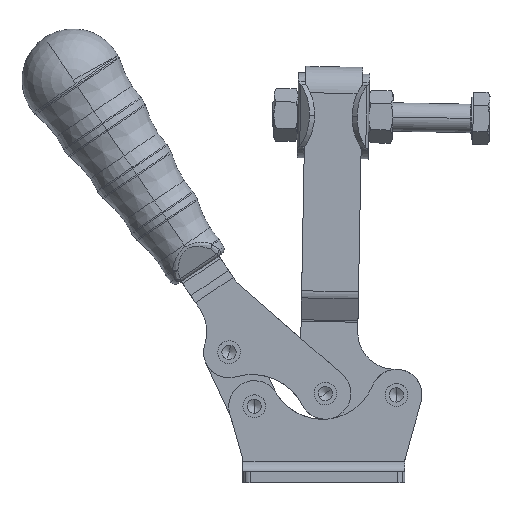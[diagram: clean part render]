
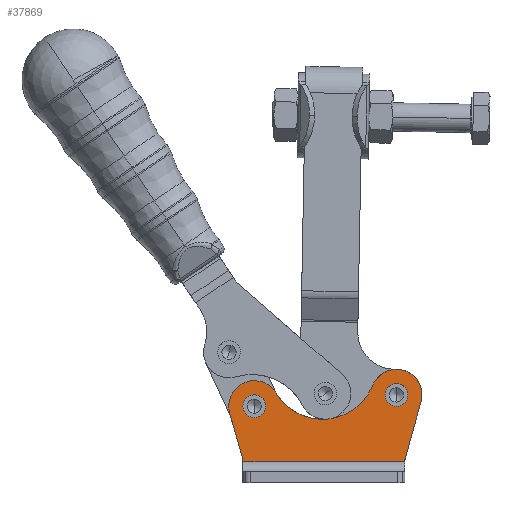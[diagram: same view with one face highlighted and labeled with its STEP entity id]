
A CAD part, front view. The second image highlights one B-rep face of the part: STEP entity #37869.
In plain terms, the highlighted planar face has unit normal (0, -1, 0).
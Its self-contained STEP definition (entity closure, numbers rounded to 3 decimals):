
#419=CARTESIAN_POINT('',(49.861,16.454,-26.226));
#420=VERTEX_POINT('',#419);
#436=CARTESIAN_POINT('',(49.93,16.454,-25.893));
#437=VERTEX_POINT('',#436);
#444=CARTESIAN_POINT('',(52.338,16.454,-26.565));
#445=DIRECTION('',(0.,-1.,0.));
#446=DIRECTION('',(-0.991,0.,0.136));
#447=AXIS2_PLACEMENT_3D('',#444,#445,#446);
#448=CIRCLE('',#447,2.5);
#449=EDGE_CURVE('',#437,#420,#448,.T.);
#461=CARTESIAN_POINT('',(-7.186,16.454,-26.226));
#462=VERTEX_POINT('',#461);
#478=CARTESIAN_POINT('',(-7.162,16.454,-26.573));
#479=VERTEX_POINT('',#478);
#486=CARTESIAN_POINT('',(-9.662,16.454,-26.573));
#487=DIRECTION('',(0.,-1.0,0.));
#488=DIRECTION('',(0.99,0.,0.139));
#489=AXIS2_PLACEMENT_3D('',#486,#487,#488);
#490=CIRCLE('',#489,2.5);
#491=EDGE_CURVE('',#479,#462,#490,.T.);
#6248=CARTESIAN_POINT('',(50.838,16.454,-3.473));
#6249=VERTEX_POINT('',#6248);
#6258=CARTESIAN_POINT('',(50.826,16.454,-3.154));
#6259=VERTEX_POINT('',#6258);
#6260=CARTESIAN_POINT('',(46.838,16.454,-3.473));
#6261=DIRECTION('',(0.,1.,0.));
#6262=DIRECTION('',(0.997,0.,0.08));
#6263=AXIS2_PLACEMENT_3D('',#6260,#6261,#6262);
#6264=CIRCLE('',#6263,4.0);
#6265=EDGE_CURVE('',#6259,#6249,#6264,.T.);
#6267=CARTESIAN_POINT('',(42.838,16.454,-3.473));
#6268=VERTEX_POINT('',#6267);
#6269=CARTESIAN_POINT('',(46.838,16.454,-3.473));
#6270=DIRECTION('',(0.,1.,0.));
#6271=DIRECTION('',(0.997,0.,0.08));
#6272=AXIS2_PLACEMENT_3D('',#6269,#6270,#6271);
#6273=CIRCLE('',#6272,4.0);
#6274=EDGE_CURVE('',#6268,#6259,#6273,.T.);
#6557=CARTESIAN_POINT('',(0.838,16.454,-7.473));
#6558=VERTEX_POINT('',#6557);
#6567=CARTESIAN_POINT('',(0.826,16.454,-7.154));
#6568=VERTEX_POINT('',#6567);
#6569=CARTESIAN_POINT('',(-3.162,16.454,-7.473));
#6570=DIRECTION('',(0.,1.,0.));
#6571=DIRECTION('',(0.997,0.,0.08));
#6572=AXIS2_PLACEMENT_3D('',#6569,#6570,#6571);
#6573=CIRCLE('',#6572,4.0);
#6574=EDGE_CURVE('',#6568,#6558,#6573,.T.);
#6576=CARTESIAN_POINT('',(-7.162,16.454,-7.473));
#6577=VERTEX_POINT('',#6576);
#6578=CARTESIAN_POINT('',(-3.162,16.454,-7.473));
#6579=DIRECTION('',(0.,1.,0.));
#6580=DIRECTION('',(0.997,0.,0.08));
#6581=AXIS2_PLACEMENT_3D('',#6578,#6579,#6580);
#6582=CIRCLE('',#6581,4.0);
#6583=EDGE_CURVE('',#6577,#6568,#6582,.T.);
#7563=CARTESIAN_POINT('',(-3.162,16.454,-7.473));
#7564=DIRECTION('',(0.,1.,0.));
#7565=DIRECTION('',(0.997,0.,0.08));
#7566=AXIS2_PLACEMENT_3D('',#7563,#7564,#7565);
#7567=CIRCLE('',#7566,4.0);
#7568=EDGE_CURVE('',#6558,#6577,#7567,.T.);
#7769=CARTESIAN_POINT('',(46.838,16.454,-3.473));
#7770=DIRECTION('',(0.,1.,0.));
#7771=DIRECTION('',(0.997,0.,0.08));
#7772=AXIS2_PLACEMENT_3D('',#7769,#7770,#7771);
#7773=CIRCLE('',#7772,4.0);
#7774=EDGE_CURVE('',#6249,#6268,#7773,.T.);
#35438=CARTESIAN_POINT('',(22.74,16.454,-11.968));
#35439=VERTEX_POINT('',#35438);
#35929=CARTESIAN_POINT('',(4.555,16.454,-2.841));
#35930=VERTEX_POINT('',#35929);
#35937=CARTESIAN_POINT('',(20.845,16.454,6.938));
#35938=DIRECTION('',(0.,-1.,0.));
#35939=DIRECTION('',(-0.857,0.,-0.515));
#35940=AXIS2_PLACEMENT_3D('',#35937,#35938,#35939);
#35941=CIRCLE('',#35940,19.);
#35942=EDGE_CURVE('',#35930,#35439,#35941,.T.);
#37205=CARTESIAN_POINT('',(-7.162,16.454,-26.973));
#37206=VERTEX_POINT('',#37205);
#37224=CARTESIAN_POINT('',(49.838,16.454,-26.973));
#37225=VERTEX_POINT('',#37224);
#37233=CARTESIAN_POINT('',(-7.162,16.454,-26.973));
#37234=DIRECTION('',(1.0,0.0,0.0));
#37235=VECTOR('',#37234,57.);
#37236=LINE('',#37233,#37235);
#37237=EDGE_CURVE('',#37206,#37225,#37236,.T.);
#37640=CARTESIAN_POINT('',(49.838,16.454,-26.565));
#37641=VERTEX_POINT('',#37640);
#37648=CARTESIAN_POINT('',(49.838,16.454,-26.565));
#37649=DIRECTION('',(0.0,0.0,-1.0));
#37650=VECTOR('',#37649,0.408);
#37651=LINE('',#37648,#37650);
#37652=EDGE_CURVE('',#37641,#37225,#37651,.T.);
#37671=CARTESIAN_POINT('',(38.483,16.454,-0.127));
#37672=VERTEX_POINT('',#37671);
#37679=CARTESIAN_POINT('',(55.508,16.454,-5.89));
#37680=VERTEX_POINT('',#37679);
#37681=CARTESIAN_POINT('',(46.838,16.454,-3.473));
#37682=DIRECTION('',(0.,1.,0.));
#37683=DIRECTION('',(-0.963,0.,0.269));
#37684=AXIS2_PLACEMENT_3D('',#37681,#37682,#37683);
#37685=CIRCLE('',#37684,9.);
#37686=EDGE_CURVE('',#37672,#37680,#37685,.T.);
#37703=CARTESIAN_POINT('',(20.845,16.454,6.938));
#37704=DIRECTION('',(0.,-1.,0.));
#37705=DIRECTION('',(-0.857,0.,-0.515));
#37706=AXIS2_PLACEMENT_3D('',#37703,#37704,#37705);
#37707=CIRCLE('',#37706,19.);
#37708=EDGE_CURVE('',#35439,#37672,#37707,.T.);
#37720=CARTESIAN_POINT('',(-11.815,16.454,-9.947));
#37721=VERTEX_POINT('',#37720);
#37722=CARTESIAN_POINT('',(-3.162,16.454,-7.473));
#37723=DIRECTION('',(0.,1.,0.));
#37724=DIRECTION('',(-0.857,0.,-0.515));
#37725=AXIS2_PLACEMENT_3D('',#37722,#37723,#37724);
#37726=CIRCLE('',#37725,9.);
#37727=EDGE_CURVE('',#37721,#35930,#37726,.T.);
#37745=CARTESIAN_POINT('',(-7.258,16.454,-25.886));
#37746=VERTEX_POINT('',#37745);
#37753=CARTESIAN_POINT('',(-7.258,16.454,-25.886));
#37754=DIRECTION('',(-0.275,0.0,0.961));
#37755=VECTOR('',#37754,16.578);
#37756=LINE('',#37753,#37755);
#37757=EDGE_CURVE('',#37746,#37721,#37756,.T.);
#37771=CARTESIAN_POINT('',(-9.662,16.454,-26.573));
#37772=DIRECTION('',(0.,-1.0,0.));
#37773=DIRECTION('',(0.99,0.,0.139));
#37774=AXIS2_PLACEMENT_3D('',#37771,#37772,#37773);
#37775=CIRCLE('',#37774,2.5);
#37776=EDGE_CURVE('',#462,#37746,#37775,.T.);
#37791=CARTESIAN_POINT('',(55.508,16.454,-5.89));
#37792=DIRECTION('',(-0.269,0.,-0.963));
#37793=VECTOR('',#37792,20.766);
#37794=LINE('',#37791,#37793);
#37795=EDGE_CURVE('',#37680,#437,#37794,.T.);
#37806=CARTESIAN_POINT('',(52.338,16.454,-26.565));
#37807=DIRECTION('',(0.,-1.,0.));
#37808=DIRECTION('',(-0.991,0.,0.136));
#37809=AXIS2_PLACEMENT_3D('',#37806,#37807,#37808);
#37810=CIRCLE('',#37809,2.5);
#37811=EDGE_CURVE('',#420,#37641,#37810,.T.);
#37823=CARTESIAN_POINT('',(-7.162,16.454,-26.973));
#37824=DIRECTION('',(0.0,0.0,1.0));
#37825=VECTOR('',#37824,0.399);
#37826=LINE('',#37823,#37825);
#37827=EDGE_CURVE('',#37206,#479,#37826,.T.);
#37839=CARTESIAN_POINT('',(22.235,16.454,-24.742));
#37840=DIRECTION('',(0.0,-1.0,0.0));
#37841=DIRECTION('',(1.0,0.0,0.0));
#37842=AXIS2_PLACEMENT_3D('',#37839,#37840,#37841);
#37843=PLANE('',#37842);
#37844=ORIENTED_EDGE('',*,*,#37237,.T.);
#37845=ORIENTED_EDGE('',*,*,#37652,.F.);
#37846=ORIENTED_EDGE('',*,*,#37811,.F.);
#37847=ORIENTED_EDGE('',*,*,#449,.F.);
#37848=ORIENTED_EDGE('',*,*,#37795,.F.);
#37849=ORIENTED_EDGE('',*,*,#37686,.F.);
#37850=ORIENTED_EDGE('',*,*,#37708,.F.);
#37851=ORIENTED_EDGE('',*,*,#35942,.F.);
#37852=ORIENTED_EDGE('',*,*,#37727,.F.);
#37853=ORIENTED_EDGE('',*,*,#37757,.F.);
#37854=ORIENTED_EDGE('',*,*,#37776,.F.);
#37855=ORIENTED_EDGE('',*,*,#491,.F.);
#37856=ORIENTED_EDGE('',*,*,#37827,.F.);
#37857=EDGE_LOOP('',(#37844,#37845,#37846,#37847,#37848,#37849,#37850,#37851,#37852,#37853,#37854,#37855,#37856));
#37858=FACE_OUTER_BOUND('',#37857,.T.);
#37859=ORIENTED_EDGE('',*,*,#6574,.T.);
#37860=ORIENTED_EDGE('',*,*,#7568,.T.);
#37861=ORIENTED_EDGE('',*,*,#6583,.T.);
#37862=EDGE_LOOP('',(#37859,#37860,#37861));
#37863=FACE_BOUND('',#37862,.T.);
#37864=ORIENTED_EDGE('',*,*,#6265,.T.);
#37865=ORIENTED_EDGE('',*,*,#7774,.T.);
#37866=ORIENTED_EDGE('',*,*,#6274,.T.);
#37867=EDGE_LOOP('',(#37864,#37865,#37866));
#37868=FACE_BOUND('',#37867,.T.);
#37869=ADVANCED_FACE('',(#37858,#37863,#37868),#37843,.T.);
